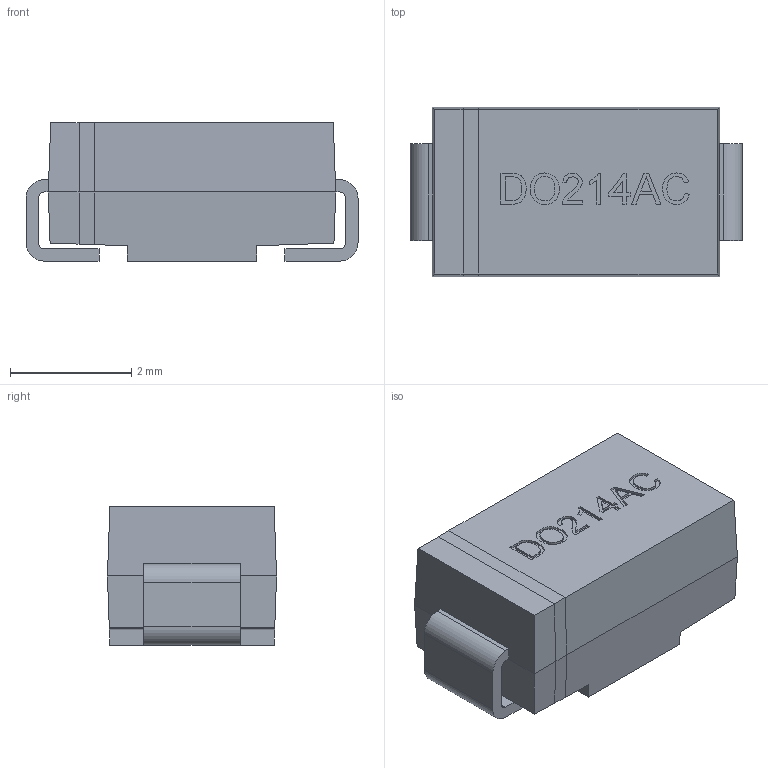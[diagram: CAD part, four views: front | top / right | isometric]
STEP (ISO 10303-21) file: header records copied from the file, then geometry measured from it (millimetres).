
FILE_DESCRIPTION(('FreeCAD Model'),'2;1');
FILE_NAME('User Library-DO-214AC(SMA).step', '2017-05-11T13:38:33',('kicad StepUp'),('ksu MCAD'), 'Open CASCADE STEP processor 6.8','FreeCAD','Unknown');
FILE_SCHEMA(('AUTOMOTIVE_DESIGN_CC2 { 1 2 10303 214 -1 1 5 4 }'));
Length unit declared in the file: millimetre
Products named in the file (2): ASSEMBLY; User_Library-DO-214AC(SMA)
Assembly tree (1 placements, depth 2):
  ASSEMBLY
    User_Library-DO-214AC(SMA)
Bounding box: 5.49 x 2.79 x 2.29 mm (x, y, z)
Volume: 29.2 mm3; surface area: 75.5 mm2
Topology: 1 solids, 1 shells, 142 faces, 367 edges, 238 vertices
Faces by surface type: plane 97, bspline 37, cylinder 8
Entity records: 7527 total; most frequent: CARTESIAN_POINT 3282, ORIENTED_EDGE 734, DIRECTION 523, EDGE_CURVE 367, LINE 277, VECTOR 277, VERTEX_POINT 238, FACE_BOUND 153
